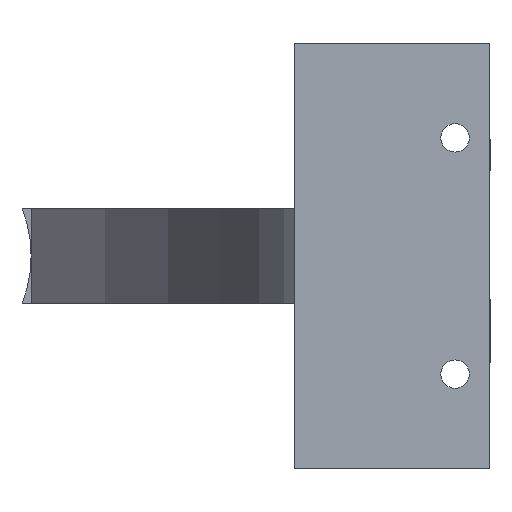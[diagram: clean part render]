
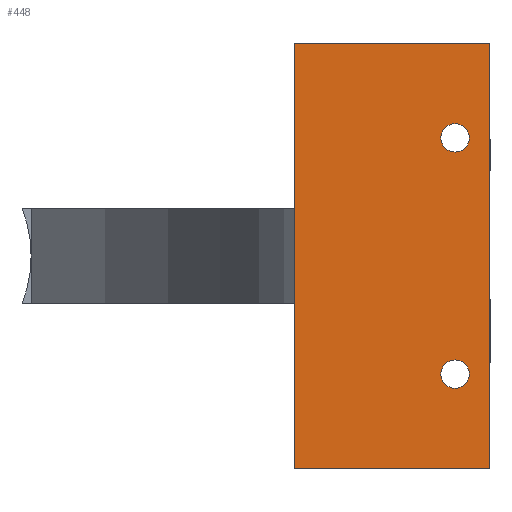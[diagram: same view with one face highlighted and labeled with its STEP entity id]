
A CAD part, front view. The second image highlights one B-rep face of the part: STEP entity #448.
In plain terms, the highlighted face is planar.
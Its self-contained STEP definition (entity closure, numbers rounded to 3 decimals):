
#12 = CIRCLE ( 'NONE', #706, 1.5 ) ;
#21 = DIRECTION ( 'NONE',  ( 0., 0., 1. ) ) ;
#25 = CARTESIAN_POINT ( 'NONE',  ( -8.453, 8.506, 0. ) ) ;
#68 = DIRECTION ( 'NONE',  ( 0., 0., 1. ) ) ;
#128 = DIRECTION ( 'NONE',  ( -1., 0., 0. ) ) ;
#129 = ORIENTED_EDGE ( 'NONE', *, *, #276, .T. ) ;
#148 = LINE ( 'NONE', #1011, #1000 ) ;
#172 = EDGE_LOOP ( 'NONE', ( #500, #289, #379, #770 ) ) ;
#195 = CIRCLE ( 'NONE', #463, 1.5 ) ;
#198 = VERTEX_POINT ( 'NONE', #978 ) ;
#204 = DIRECTION ( 'NONE',  ( 0., -1., 0. ) ) ;
#222 = DIRECTION ( 'NONE',  ( 0., 0., 1. ) ) ;
#234 = EDGE_CURVE ( 'NONE', #661, #927, #923, .T. ) ;
#236 = PLANE ( 'NONE',  #534 ) ;
#254 = CARTESIAN_POINT ( 'NONE',  ( -18.453, 12.206, 0. ) ) ;
#257 = CARTESIAN_POINT ( 'NONE',  ( 18.047, 8.506, 0. ) ) ;
#265 = EDGE_CURVE ( 'NONE', #198, #947, #716, .T. ) ;
#276 = EDGE_CURVE ( 'NONE', #784, #1042, #972, .T. ) ;
#289 = ORIENTED_EDGE ( 'NONE', *, *, #265, .F. ) ;
#294 = CARTESIAN_POINT ( 'NONE',  ( 26.547, 12.206, 0. ) ) ;
#301 = CARTESIAN_POINT ( 'NONE',  ( 26.547, -8.494, 0. ) ) ;
#306 = DIRECTION ( 'NONE',  ( 1., 0., 0. ) ) ;
#320 = DIRECTION ( 'NONE',  ( 0., 0., 1. ) ) ;
#360 = LINE ( 'NONE', #443, #811 ) ;
#363 = CARTESIAN_POINT ( 'NONE',  ( -9.953, 8.506, 0. ) ) ;
#379 = ORIENTED_EDGE ( 'NONE', *, *, #788, .F. ) ;
#397 = CARTESIAN_POINT ( 'NONE',  ( 16.547, 8.506, 0. ) ) ;
#406 = VERTEX_POINT ( 'NONE', #254 ) ;
#412 = VECTOR ( 'NONE', #128, 1000. ) ;
#443 = CARTESIAN_POINT ( 'NONE',  ( -18.453, -8.494, 0. ) ) ;
#445 = CARTESIAN_POINT ( 'NONE',  ( 26.547, 12.206, 0. ) ) ;
#448 = ADVANCED_FACE ( 'NONE', ( #727, #494, #1056 ), #236, .F. ) ;
#457 = EDGE_CURVE ( 'NONE', #927, #661, #12, .T. ) ;
#463 = AXIS2_PLACEMENT_3D ( 'NONE', #25, #21, #922 ) ;
#487 = EDGE_LOOP ( 'NONE', ( #823, #908 ) ) ;
#494 = FACE_BOUND ( 'NONE', #487, .T. ) ;
#500 = ORIENTED_EDGE ( 'NONE', *, *, #1058, .F. ) ;
#529 = CARTESIAN_POINT ( 'NONE',  ( 15.047, 8.506, 0. ) ) ;
#534 = AXIS2_PLACEMENT_3D ( 'NONE', #568, #734, #992 ) ;
#549 = EDGE_CURVE ( 'NONE', #1042, #784, #195, .T. ) ;
#551 = EDGE_LOOP ( 'NONE', ( #937, #129 ) ) ;
#568 = CARTESIAN_POINT ( 'NONE',  ( 0., 0., 0. ) ) ;
#580 = DIRECTION ( 'NONE',  ( 1., 0., 0. ) ) ;
#623 = LINE ( 'NONE', #294, #412 ) ;
#632 = CARTESIAN_POINT ( 'NONE',  ( -8.453, 8.506, 0. ) ) ;
#633 = CARTESIAN_POINT ( 'NONE',  ( -18.453, -8.494, 0. ) ) ;
#644 = AXIS2_PLACEMENT_3D ( 'NONE', #397, #68, #720 ) ;
#661 = VERTEX_POINT ( 'NONE', #257 ) ;
#688 = DIRECTION ( 'NONE',  ( 1., 0., 0. ) ) ;
#703 = CARTESIAN_POINT ( 'NONE',  ( -6.953, 8.506, 0. ) ) ;
#706 = AXIS2_PLACEMENT_3D ( 'NONE', #746, #320, #580 ) ;
#716 = LINE ( 'NONE', #301, #826 ) ;
#720 = DIRECTION ( 'NONE',  ( 1., 0., 0. ) ) ;
#727 = FACE_OUTER_BOUND ( 'NONE', #172, .T. ) ;
#733 = AXIS2_PLACEMENT_3D ( 'NONE', #632, #222, #306 ) ;
#734 = DIRECTION ( 'NONE',  ( 0., 0., 1. ) ) ;
#746 = CARTESIAN_POINT ( 'NONE',  ( 16.547, 8.506, 0. ) ) ;
#770 = ORIENTED_EDGE ( 'NONE', *, *, #904, .F. ) ;
#784 = VERTEX_POINT ( 'NONE', #703 ) ;
#788 = EDGE_CURVE ( 'NONE', #835, #198, #360, .T. ) ;
#811 = VECTOR ( 'NONE', #688, 1000. ) ;
#823 = ORIENTED_EDGE ( 'NONE', *, *, #457, .T. ) ;
#826 = VECTOR ( 'NONE', #1048, 1000. ) ;
#835 = VERTEX_POINT ( 'NONE', #633 ) ;
#904 = EDGE_CURVE ( 'NONE', #406, #835, #148, .T. ) ;
#908 = ORIENTED_EDGE ( 'NONE', *, *, #234, .T. ) ;
#922 = DIRECTION ( 'NONE',  ( 1., 0., 0. ) ) ;
#923 = CIRCLE ( 'NONE', #644, 1.5 ) ;
#927 = VERTEX_POINT ( 'NONE', #529 ) ;
#937 = ORIENTED_EDGE ( 'NONE', *, *, #549, .T. ) ;
#947 = VERTEX_POINT ( 'NONE', #445 ) ;
#972 = CIRCLE ( 'NONE', #733, 1.5 ) ;
#978 = CARTESIAN_POINT ( 'NONE',  ( 26.547, -8.494, 0. ) ) ;
#992 = DIRECTION ( 'NONE',  ( 1., 0., 0. ) ) ;
#1000 = VECTOR ( 'NONE', #204, 1000. ) ;
#1011 = CARTESIAN_POINT ( 'NONE',  ( -18.453, 12.206, 0. ) ) ;
#1042 = VERTEX_POINT ( 'NONE', #363 ) ;
#1048 = DIRECTION ( 'NONE',  ( 0., 1., 0. ) ) ;
#1056 = FACE_BOUND ( 'NONE', #551, .T. ) ;
#1058 = EDGE_CURVE ( 'NONE', #947, #406, #623, .T. ) ;
